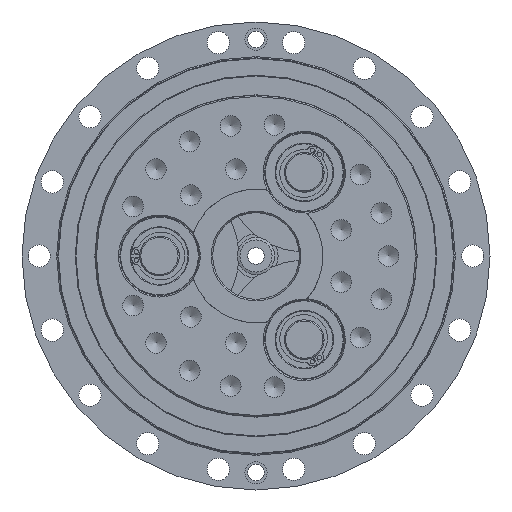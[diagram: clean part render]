
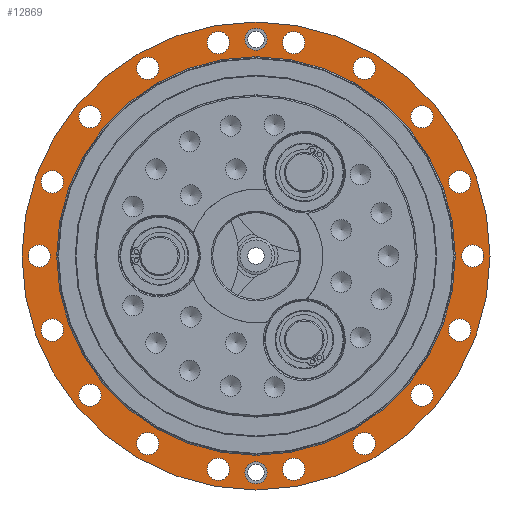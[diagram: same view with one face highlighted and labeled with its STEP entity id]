
A CAD part, left-side view. The second image highlights one B-rep face of the part: STEP entity #12869.
In plain terms, the highlighted planar face has unit normal (-1, 0, 0).
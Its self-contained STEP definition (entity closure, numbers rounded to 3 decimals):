
#619=FACE_BOUND('',#4086,.T.);
#620=FACE_BOUND('',#4087,.T.);
#621=FACE_BOUND('',#4088,.T.);
#622=FACE_BOUND('',#4089,.T.);
#623=FACE_BOUND('',#4090,.T.);
#624=FACE_BOUND('',#4091,.T.);
#625=FACE_BOUND('',#4092,.T.);
#626=FACE_BOUND('',#4093,.T.);
#627=FACE_BOUND('',#4094,.T.);
#628=FACE_BOUND('',#4095,.T.);
#629=FACE_BOUND('',#4096,.T.);
#630=FACE_BOUND('',#4097,.T.);
#631=FACE_BOUND('',#4098,.T.);
#632=FACE_BOUND('',#4099,.T.);
#633=FACE_BOUND('',#4100,.T.);
#634=FACE_BOUND('',#4101,.T.);
#635=FACE_BOUND('',#4102,.T.);
#636=FACE_BOUND('',#4103,.T.);
#637=FACE_BOUND('',#4104,.T.);
#638=FACE_BOUND('',#4105,.T.);
#639=FACE_BOUND('',#4106,.T.);
#892=PLANE('',#14517);
#3028=FACE_OUTER_BOUND('',#4085,.T.);
#4085=EDGE_LOOP('',(#11106));
#4086=EDGE_LOOP('',(#11107));
#4087=EDGE_LOOP('',(#11108));
#4088=EDGE_LOOP('',(#11109));
#4089=EDGE_LOOP('',(#11110));
#4090=EDGE_LOOP('',(#11111));
#4091=EDGE_LOOP('',(#11112));
#4092=EDGE_LOOP('',(#11113));
#4093=EDGE_LOOP('',(#11114));
#4094=EDGE_LOOP('',(#11115));
#4095=EDGE_LOOP('',(#11116));
#4096=EDGE_LOOP('',(#11117));
#4097=EDGE_LOOP('',(#11118));
#4098=EDGE_LOOP('',(#11119));
#4099=EDGE_LOOP('',(#11120));
#4100=EDGE_LOOP('',(#11121));
#4101=EDGE_LOOP('',(#11122));
#4102=EDGE_LOOP('',(#11123));
#4103=EDGE_LOOP('',(#11124));
#4104=EDGE_LOOP('',(#11125));
#4105=EDGE_LOOP('',(#11126));
#4106=EDGE_LOOP('',(#11127));
#5019=CIRCLE('',#14417,94.5);
#5039=CIRCLE('',#14450,4.5);
#5041=CIRCLE('',#14453,4.5);
#5043=CIRCLE('',#14456,4.5);
#5045=CIRCLE('',#14459,4.5);
#5047=CIRCLE('',#14462,4.5);
#5049=CIRCLE('',#14465,4.5);
#5051=CIRCLE('',#14468,4.5);
#5053=CIRCLE('',#14471,4.5);
#5055=CIRCLE('',#14474,4.5);
#5057=CIRCLE('',#14477,4.5);
#5059=CIRCLE('',#14480,4.5);
#5061=CIRCLE('',#14483,4.5);
#5063=CIRCLE('',#14486,4.5);
#5065=CIRCLE('',#14489,4.5);
#5067=CIRCLE('',#14492,4.5);
#5069=CIRCLE('',#14495,4.5);
#5071=CIRCLE('',#14498,4.5);
#5073=CIRCLE('',#14501,4.5);
#5077=CIRCLE('',#14507,4.5);
#5081=CIRCLE('',#14514,4.5);
#5083=CIRCLE('',#14518,80.5);
#6247=VERTEX_POINT('',#26569);
#6267=VERTEX_POINT('',#26629);
#6269=VERTEX_POINT('',#26635);
#6271=VERTEX_POINT('',#26641);
#6273=VERTEX_POINT('',#26647);
#6275=VERTEX_POINT('',#26653);
#6277=VERTEX_POINT('',#26659);
#6279=VERTEX_POINT('',#26665);
#6281=VERTEX_POINT('',#26671);
#6283=VERTEX_POINT('',#26677);
#6285=VERTEX_POINT('',#26683);
#6287=VERTEX_POINT('',#26689);
#6289=VERTEX_POINT('',#26695);
#6291=VERTEX_POINT('',#26701);
#6293=VERTEX_POINT('',#26707);
#6295=VERTEX_POINT('',#26713);
#6297=VERTEX_POINT('',#26719);
#6299=VERTEX_POINT('',#26725);
#6301=VERTEX_POINT('',#26731);
#6305=VERTEX_POINT('',#26743);
#6309=VERTEX_POINT('',#26756);
#6311=VERTEX_POINT('',#26763);
#7842=EDGE_CURVE('',#6247,#6247,#5019,.T.);
#7869=EDGE_CURVE('',#6267,#6267,#5039,.T.);
#7872=EDGE_CURVE('',#6269,#6269,#5041,.T.);
#7875=EDGE_CURVE('',#6271,#6271,#5043,.T.);
#7878=EDGE_CURVE('',#6273,#6273,#5045,.T.);
#7881=EDGE_CURVE('',#6275,#6275,#5047,.T.);
#7884=EDGE_CURVE('',#6277,#6277,#5049,.T.);
#7887=EDGE_CURVE('',#6279,#6279,#5051,.T.);
#7890=EDGE_CURVE('',#6281,#6281,#5053,.T.);
#7893=EDGE_CURVE('',#6283,#6283,#5055,.T.);
#7896=EDGE_CURVE('',#6285,#6285,#5057,.T.);
#7899=EDGE_CURVE('',#6287,#6287,#5059,.T.);
#7902=EDGE_CURVE('',#6289,#6289,#5061,.T.);
#7905=EDGE_CURVE('',#6291,#6291,#5063,.T.);
#7908=EDGE_CURVE('',#6293,#6293,#5065,.T.);
#7911=EDGE_CURVE('',#6295,#6295,#5067,.T.);
#7914=EDGE_CURVE('',#6297,#6297,#5069,.T.);
#7917=EDGE_CURVE('',#6299,#6299,#5071,.T.);
#7920=EDGE_CURVE('',#6301,#6301,#5073,.T.);
#7926=EDGE_CURVE('',#6305,#6305,#5077,.T.);
#7932=EDGE_CURVE('',#6309,#6309,#5081,.T.);
#7935=EDGE_CURVE('',#6311,#6311,#5083,.T.);
#11106=ORIENTED_EDGE('',*,*,#7842,.T.);
#11107=ORIENTED_EDGE('',*,*,#7869,.T.);
#11108=ORIENTED_EDGE('',*,*,#7872,.T.);
#11109=ORIENTED_EDGE('',*,*,#7875,.T.);
#11110=ORIENTED_EDGE('',*,*,#7878,.T.);
#11111=ORIENTED_EDGE('',*,*,#7881,.T.);
#11112=ORIENTED_EDGE('',*,*,#7884,.T.);
#11113=ORIENTED_EDGE('',*,*,#7887,.T.);
#11114=ORIENTED_EDGE('',*,*,#7890,.T.);
#11115=ORIENTED_EDGE('',*,*,#7893,.T.);
#11116=ORIENTED_EDGE('',*,*,#7896,.T.);
#11117=ORIENTED_EDGE('',*,*,#7899,.T.);
#11118=ORIENTED_EDGE('',*,*,#7902,.T.);
#11119=ORIENTED_EDGE('',*,*,#7905,.T.);
#11120=ORIENTED_EDGE('',*,*,#7908,.T.);
#11121=ORIENTED_EDGE('',*,*,#7911,.T.);
#11122=ORIENTED_EDGE('',*,*,#7914,.T.);
#11123=ORIENTED_EDGE('',*,*,#7917,.T.);
#11124=ORIENTED_EDGE('',*,*,#7920,.T.);
#11125=ORIENTED_EDGE('',*,*,#7926,.T.);
#11126=ORIENTED_EDGE('',*,*,#7932,.T.);
#11127=ORIENTED_EDGE('',*,*,#7935,.F.);
#12869=ADVANCED_FACE('',(#3028,#619,#620,#621,#622,#623,#624,#625,#626,
#627,#628,#629,#630,#631,#632,#633,#634,#635,#636,#637,#638,#639),#892,
 .F.);
#14417=AXIS2_PLACEMENT_3D('',#26570,#18107,#18108);
#14450=AXIS2_PLACEMENT_3D('',#26630,#18180,#18181);
#14453=AXIS2_PLACEMENT_3D('',#26636,#18187,#18188);
#14456=AXIS2_PLACEMENT_3D('',#26642,#18194,#18195);
#14459=AXIS2_PLACEMENT_3D('',#26648,#18201,#18202);
#14462=AXIS2_PLACEMENT_3D('',#26654,#18208,#18209);
#14465=AXIS2_PLACEMENT_3D('',#26660,#18215,#18216);
#14468=AXIS2_PLACEMENT_3D('',#26666,#18222,#18223);
#14471=AXIS2_PLACEMENT_3D('',#26672,#18229,#18230);
#14474=AXIS2_PLACEMENT_3D('',#26678,#18236,#18237);
#14477=AXIS2_PLACEMENT_3D('',#26684,#18243,#18244);
#14480=AXIS2_PLACEMENT_3D('',#26690,#18250,#18251);
#14483=AXIS2_PLACEMENT_3D('',#26696,#18257,#18258);
#14486=AXIS2_PLACEMENT_3D('',#26702,#18264,#18265);
#14489=AXIS2_PLACEMENT_3D('',#26708,#18271,#18272);
#14492=AXIS2_PLACEMENT_3D('',#26714,#18278,#18279);
#14495=AXIS2_PLACEMENT_3D('',#26720,#18285,#18286);
#14498=AXIS2_PLACEMENT_3D('',#26726,#18292,#18293);
#14501=AXIS2_PLACEMENT_3D('',#26732,#18299,#18300);
#14507=AXIS2_PLACEMENT_3D('',#26744,#18313,#18314);
#14514=AXIS2_PLACEMENT_3D('',#26757,#18329,#18330);
#14517=AXIS2_PLACEMENT_3D('',#26762,#18336,#18337);
#14518=AXIS2_PLACEMENT_3D('',#26764,#18338,#18339);
#18107=DIRECTION('center_axis',(-1.,0.,0.));
#18108=DIRECTION('ref_axis',(0.,-1.,0.));
#18180=DIRECTION('center_axis',(1.,0.,0.));
#18181=DIRECTION('ref_axis',(0.,0.,1.));
#18187=DIRECTION('center_axis',(1.,0.,0.));
#18188=DIRECTION('ref_axis',(0.,-0.342,0.94));
#18194=DIRECTION('center_axis',(1.,0.,0.));
#18195=DIRECTION('ref_axis',(0.,-0.643,0.766));
#18201=DIRECTION('center_axis',(1.,0.,0.));
#18202=DIRECTION('ref_axis',(0.,-0.866,0.5));
#18208=DIRECTION('center_axis',(1.,0.,0.));
#18209=DIRECTION('ref_axis',(0.,-0.985,0.174));
#18215=DIRECTION('center_axis',(1.,0.,0.));
#18216=DIRECTION('ref_axis',(0.,-0.985,-0.174));
#18222=DIRECTION('center_axis',(1.,0.,0.));
#18223=DIRECTION('ref_axis',(0.,-0.866,-0.5));
#18229=DIRECTION('center_axis',(1.,0.,0.));
#18230=DIRECTION('ref_axis',(0.,-0.643,-0.766));
#18236=DIRECTION('center_axis',(1.,0.,0.));
#18237=DIRECTION('ref_axis',(0.,-0.342,-0.94));
#18243=DIRECTION('center_axis',(1.,0.,0.));
#18244=DIRECTION('ref_axis',(0.,0.,-1.));
#18250=DIRECTION('center_axis',(1.,0.,0.));
#18251=DIRECTION('ref_axis',(0.,0.342,-0.94));
#18257=DIRECTION('center_axis',(1.,0.,0.));
#18258=DIRECTION('ref_axis',(0.,0.643,-0.766));
#18264=DIRECTION('center_axis',(1.,0.,0.));
#18265=DIRECTION('ref_axis',(0.,0.866,-0.5));
#18271=DIRECTION('center_axis',(1.,0.,0.));
#18272=DIRECTION('ref_axis',(0.,0.985,-0.174));
#18278=DIRECTION('center_axis',(1.,0.,0.));
#18279=DIRECTION('ref_axis',(0.,0.985,0.174));
#18285=DIRECTION('center_axis',(1.,0.,0.));
#18286=DIRECTION('ref_axis',(0.,0.866,0.5));
#18292=DIRECTION('center_axis',(1.,0.,0.));
#18293=DIRECTION('ref_axis',(0.,0.643,0.766));
#18299=DIRECTION('center_axis',(1.,0.,0.));
#18300=DIRECTION('ref_axis',(0.,0.342,0.94));
#18313=DIRECTION('center_axis',(1.,0.,0.));
#18314=DIRECTION('ref_axis',(0.,0.,1.));
#18329=DIRECTION('center_axis',(1.,0.,0.));
#18330=DIRECTION('ref_axis',(0.,0.,-1.));
#18336=DIRECTION('center_axis',(1.,0.,0.));
#18337=DIRECTION('ref_axis',(0.,0.,-1.));
#18338=DIRECTION('center_axis',(-1.,0.,0.));
#18339=DIRECTION('ref_axis',(0.,-1.,0.));
#26569=CARTESIAN_POINT('',(33.5,94.5,0.));
#26570=CARTESIAN_POINT('Origin',(33.5,0.,0.));
#26629=CARTESIAN_POINT('',(33.5,87.5,-4.5));
#26630=CARTESIAN_POINT('Origin',(33.5,87.5,0.));
#26635=CARTESIAN_POINT('',(33.5,83.762,25.698));
#26636=CARTESIAN_POINT('Origin',(33.5,82.223,29.927));
#26641=CARTESIAN_POINT('',(33.5,69.921,52.797));
#26642=CARTESIAN_POINT('Origin',(33.5,67.029,56.244));
#26647=CARTESIAN_POINT('',(33.5,47.647,73.527));
#26648=CARTESIAN_POINT('Origin',(33.5,43.75,75.777));
#26653=CARTESIAN_POINT('',(33.5,19.626,85.389));
#26654=CARTESIAN_POINT('Origin',(33.5,15.194,86.171));
#26659=CARTESIAN_POINT('',(33.5,-10.763,86.952));
#26660=CARTESIAN_POINT('Origin',(33.5,-15.194,86.171));
#26665=CARTESIAN_POINT('',(33.5,-39.853,78.027));
#26666=CARTESIAN_POINT('Origin',(33.5,-43.75,75.777));
#26671=CARTESIAN_POINT('',(33.5,-64.136,59.691));
#26672=CARTESIAN_POINT('Origin',(33.5,-67.029,56.244));
#26677=CARTESIAN_POINT('',(33.5,-80.684,34.155));
#26678=CARTESIAN_POINT('Origin',(33.5,-82.223,29.927));
#26683=CARTESIAN_POINT('',(33.5,-87.5,4.5));
#26684=CARTESIAN_POINT('Origin',(33.5,-87.5,0.));
#26689=CARTESIAN_POINT('',(33.5,-83.762,-25.698));
#26690=CARTESIAN_POINT('Origin',(33.5,-82.223,-29.927));
#26695=CARTESIAN_POINT('',(33.5,-69.921,-52.797));
#26696=CARTESIAN_POINT('Origin',(33.5,-67.029,-56.244));
#26701=CARTESIAN_POINT('',(33.5,-47.647,-73.527));
#26702=CARTESIAN_POINT('Origin',(33.5,-43.75,-75.777));
#26707=CARTESIAN_POINT('',(33.5,-19.626,-85.389));
#26708=CARTESIAN_POINT('Origin',(33.5,-15.194,-86.171));
#26713=CARTESIAN_POINT('',(33.5,10.763,-86.952));
#26714=CARTESIAN_POINT('Origin',(33.5,15.194,-86.171));
#26719=CARTESIAN_POINT('',(33.5,39.853,-78.027));
#26720=CARTESIAN_POINT('Origin',(33.5,43.75,-75.777));
#26725=CARTESIAN_POINT('',(33.5,64.136,-59.691));
#26726=CARTESIAN_POINT('Origin',(33.5,67.029,-56.244));
#26731=CARTESIAN_POINT('',(33.5,80.684,-34.155));
#26732=CARTESIAN_POINT('Origin',(33.5,82.223,-29.927));
#26743=CARTESIAN_POINT('',(33.5,0.,-92.));
#26744=CARTESIAN_POINT('Origin',(33.5,0.,-87.5));
#26756=CARTESIAN_POINT('',(33.5,0.,92.));
#26757=CARTESIAN_POINT('Origin',(33.5,0.,87.5));
#26762=CARTESIAN_POINT('Origin',(33.5,0.,0.));
#26763=CARTESIAN_POINT('',(33.5,0.,80.5));
#26764=CARTESIAN_POINT('Origin',(33.5,0.,0.));
